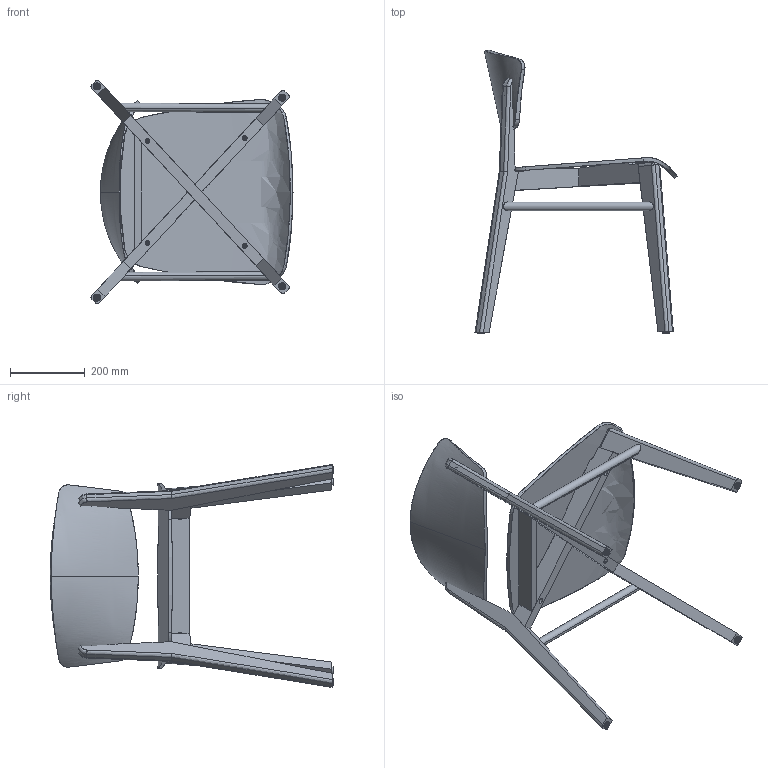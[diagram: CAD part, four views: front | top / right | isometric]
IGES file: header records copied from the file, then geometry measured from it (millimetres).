
Start section: SolidWorks IGES file using analytic representation for surfaces
Global section: file name: MA002.IGS; native system: SolidWorks 2024; preprocessor: SolidWorks 2024; author: Design.Exclusivo; date: 240905.090707; units: millimetre
Bounding box: 539.77 x 757.79 x 596.06 mm (x, y, z)
Surface area: 1269752.4 mm2 (no closed solid volume)
Topology: 0 solids, 0 shells, 352 faces, 6505 edges, 6502 vertices
Faces by surface type: bspline 200, revolution 152
